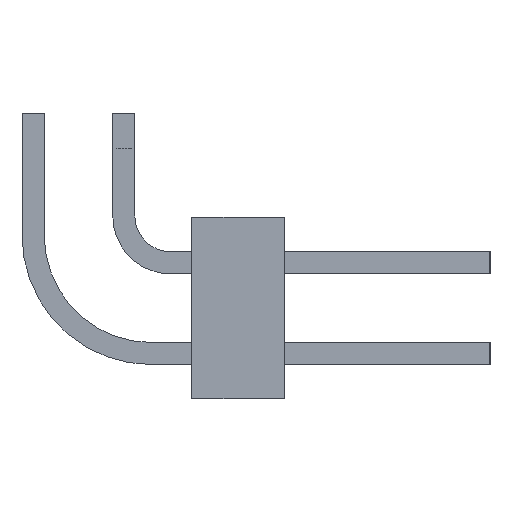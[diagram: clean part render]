
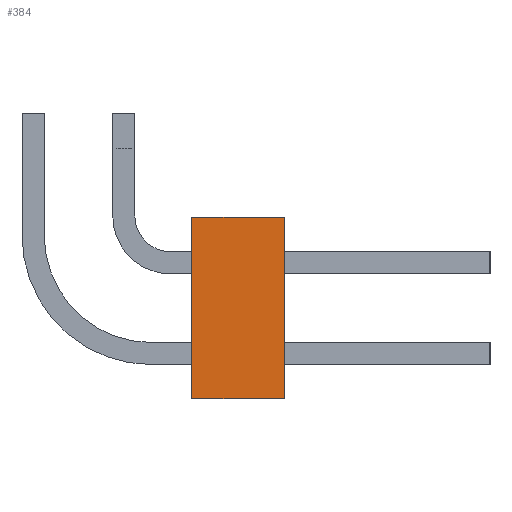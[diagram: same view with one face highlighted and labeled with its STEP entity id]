
A CAD part, left-side view. The second image highlights one B-rep face of the part: STEP entity #384.
In plain terms, the highlighted planar face has unit normal (-1, 0, 0).
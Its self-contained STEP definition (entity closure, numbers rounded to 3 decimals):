
#384=ADVANCED_FACE('',(#7168),#7170,.T.);
#7168=FACE_BOUND('',#7169,.T.);
#7169=EDGE_LOOP('',(#12674,#12675,#12676,#12677));
#7170=PLANE('',#7171);
#7171=AXIS2_PLACEMENT_3D('',#7172,#7173,#7174);
#7172=CARTESIAN_POINT('',(-2.54,0.,0.));
#7173=DIRECTION('',(-1.,0.,0.));
#7174=DIRECTION('',(0.,0.,-1.));
#12674=ORIENTED_EDGE('',*,*,#16257,.T.);
#12675=ORIENTED_EDGE('',*,*,#16244,.T.);
#12676=ORIENTED_EDGE('',*,*,#16256,.T.);
#12677=ORIENTED_EDGE('',*,*,#16258,.T.);
#16244=EDGE_CURVE('',#18071,#18069,#18072,.T.);
#16256=EDGE_CURVE('',#18069,#18089,#18091,.T.);
#16257=EDGE_CURVE('',#18092,#18071,#18093,.T.);
#16258=EDGE_CURVE('',#18089,#18092,#18094,.T.);
#18069=VERTEX_POINT('',#21149);
#18071=VERTEX_POINT('',#21153);
#18072=LINE('',#21154,#21155);
#18089=VERTEX_POINT('',#21193);
#18091=LINE('',#21197,#21198);
#18092=VERTEX_POINT('',#21200);
#18093=LINE('',#21201,#21202);
#18094=LINE('',#21204,#21205);
#21149=CARTESIAN_POINT('',(-2.54,-4.75,-8.));
#21153=CARTESIAN_POINT('',(-2.54,-4.75,-2.92));
#21154=CARTESIAN_POINT('',(-2.54,-4.75,-2.92));
#21155=VECTOR('',#21156,1.);
#21156=DIRECTION('',(0.,0.,-1.));
#21193=CARTESIAN_POINT('',(-2.54,-7.35,-8.));
#21197=CARTESIAN_POINT('',(-2.54,-4.75,-8.));
#21198=VECTOR('',#21199,1.);
#21199=DIRECTION('',(0.,-1.,0.));
#21200=CARTESIAN_POINT('',(-2.54,-7.35,-2.92));
#21201=CARTESIAN_POINT('',(-2.54,-7.35,-2.92));
#21202=VECTOR('',#21203,1.);
#21203=DIRECTION('',(0.,1.,0.));
#21204=CARTESIAN_POINT('',(-2.54,-7.35,-8.));
#21205=VECTOR('',#21206,1.);
#21206=DIRECTION('',(0.,0.,1.));
